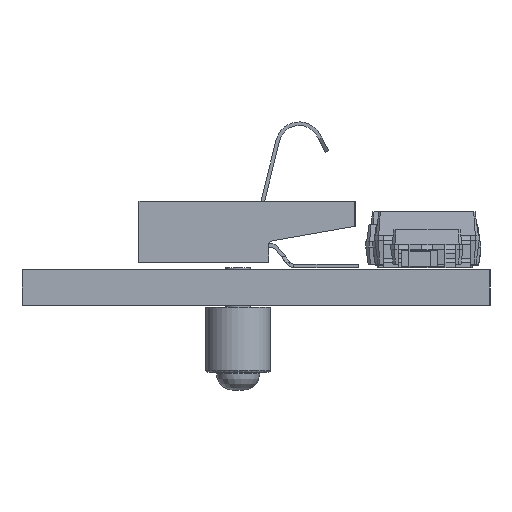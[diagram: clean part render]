
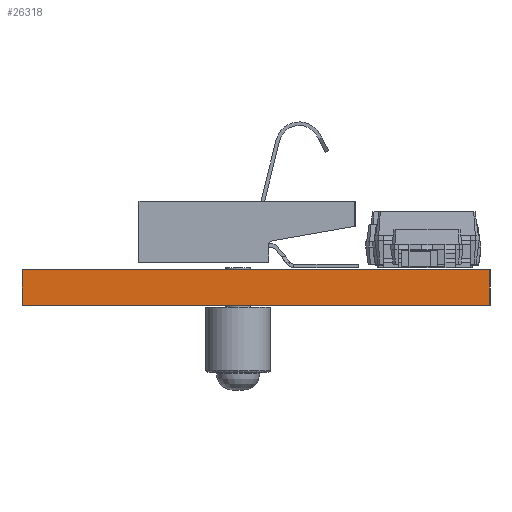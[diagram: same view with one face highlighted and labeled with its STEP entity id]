
A CAD part, left-side view. The second image highlights one B-rep face of the part: STEP entity #26318.
In plain terms, the highlighted planar face has unit normal (-1, 0, 0).
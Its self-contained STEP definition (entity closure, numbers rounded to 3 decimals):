
#24424 = EDGE_CURVE('',#24425,#24427,#24429,.T.);
#24425 = VERTEX_POINT('',#24426);
#24426 = CARTESIAN_POINT('',(57.,-100.,0.));
#24427 = VERTEX_POINT('',#24428);
#24428 = CARTESIAN_POINT('',(57.,-100.,1.));
#24429 = LINE('',#24430,#24431);
#24430 = CARTESIAN_POINT('',(57.,-100.,0.));
#24431 = VECTOR('',#24432,1.);
#24432 = DIRECTION('',(0.,0.,1.));
#24488 = EDGE_CURVE('',#24489,#24425,#24491,.T.);
#24489 = VERTEX_POINT('',#24490);
#24490 = CARTESIAN_POINT('',(57.,-113.,0.));
#24491 = LINE('',#24492,#24493);
#24492 = CARTESIAN_POINT('',(57.,-113.,0.));
#24493 = VECTOR('',#24494,1.);
#24494 = DIRECTION('',(0.,1.,0.));
#25406 = EDGE_CURVE('',#25407,#24427,#25409,.T.);
#25407 = VERTEX_POINT('',#25408);
#25408 = CARTESIAN_POINT('',(57.,-113.,1.));
#25409 = LINE('',#25410,#25411);
#25410 = CARTESIAN_POINT('',(57.,-113.,1.));
#25411 = VECTOR('',#25412,1.);
#25412 = DIRECTION('',(0.,1.,0.));
#26318 = ADVANCED_FACE('',(#26319),#26330,.T.);
#26319 = FACE_BOUND('',#26320,.T.);
#26320 = EDGE_LOOP('',(#26321,#26327,#26328,#26329));
#26321 = ORIENTED_EDGE('',*,*,#26322,.T.);
#26322 = EDGE_CURVE('',#24489,#25407,#26323,.T.);
#26323 = LINE('',#26324,#26325);
#26324 = CARTESIAN_POINT('',(57.,-113.,0.));
#26325 = VECTOR('',#26326,1.);
#26326 = DIRECTION('',(0.,0.,1.));
#26327 = ORIENTED_EDGE('',*,*,#25406,.T.);
#26328 = ORIENTED_EDGE('',*,*,#24424,.F.);
#26329 = ORIENTED_EDGE('',*,*,#24488,.F.);
#26330 = PLANE('',#26331);
#26331 = AXIS2_PLACEMENT_3D('',#26332,#26333,#26334);
#26332 = CARTESIAN_POINT('',(57.,-113.,0.));
#26333 = DIRECTION('',(-1.,0.,0.));
#26334 = DIRECTION('',(0.,1.,0.));
